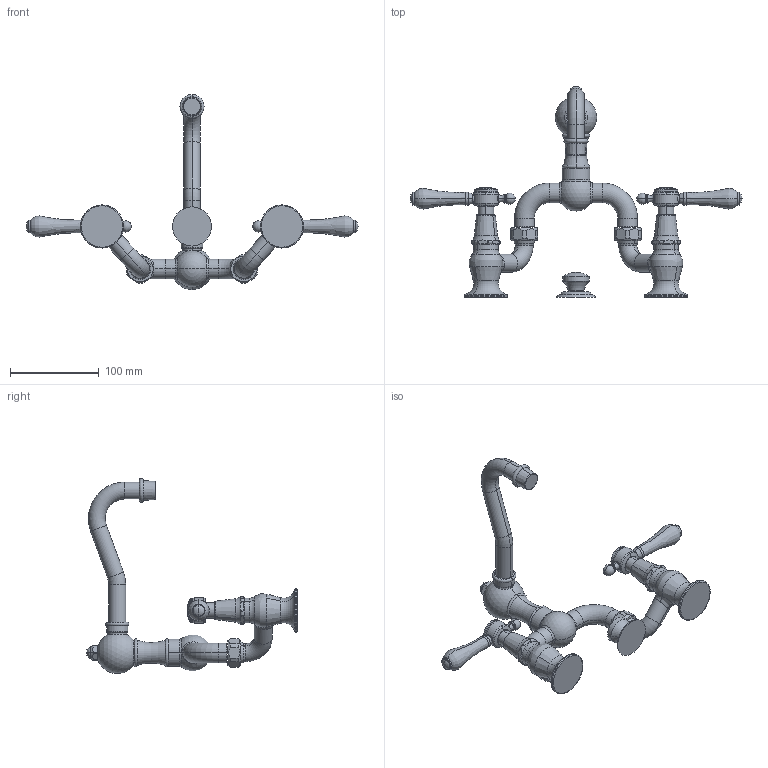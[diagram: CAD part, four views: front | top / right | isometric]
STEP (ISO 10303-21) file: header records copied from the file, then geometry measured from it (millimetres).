
FILE_DESCRIPTION((''),'2;1');
FILE_NAME('1030B_SW0001','2021-02-19T13:27:06',('rsmith'),(''),'CREO PARAMETRIC BY PTC INC, 2018400','CREO PARAMETRIC BY PTC INC, 2018400','');
FILE_SCHEMA(('AUTOMOTIVE_DESIGN { 1 0 10303 214 1 1 1 1 }'));
Length unit declared in the file: inch
Products named in the file (1): 1030B_SW0001
Bounding box: 374.52 x 238 x 220.07 mm (x, y, z)
Volume: 523551 mm3; surface area: 97751.7 mm2
Topology: 6 solids, 6 shells, 481 faces, 1154 edges, 690 vertices
Faces by surface type: plane 133, cylinder 130, torus 90, cone 50, bspline 38, sphere 28, extrusion 8, revolution 4
Entity records: 28284 total; most frequent: CARTESIAN_POINT 9396, DIRECTION 2413, ORIENTED_EDGE 2276, PRESENTATION_STYLE_ASSIGNMENT 1593, STYLED_ITEM 1152, CURVE_STYLE 1142, EDGE_CURVE 1138, AXIS2_PLACEMENT_3D 1061
